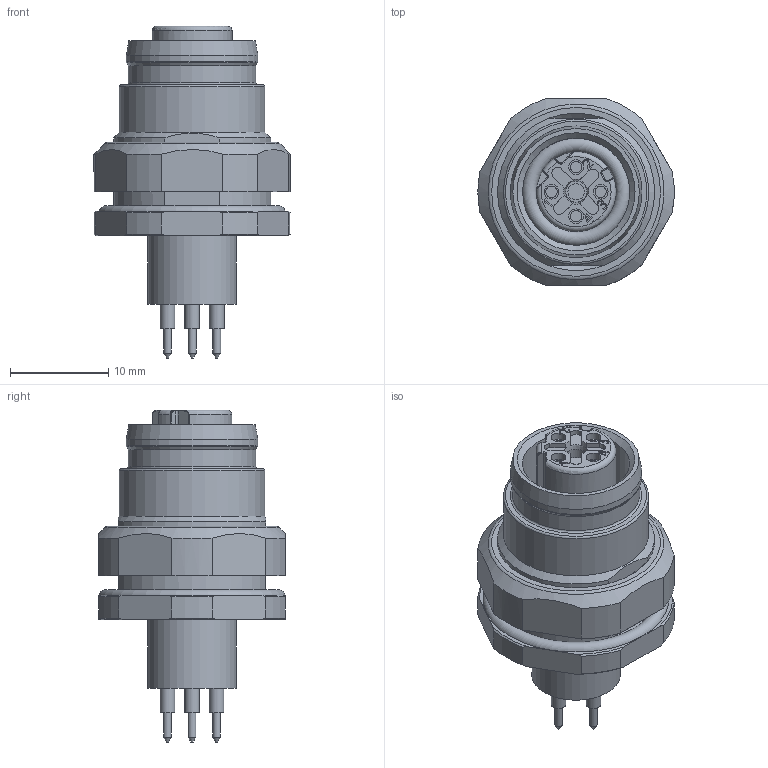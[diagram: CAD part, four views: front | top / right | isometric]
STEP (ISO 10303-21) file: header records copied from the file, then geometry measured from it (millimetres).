
FILE_DESCRIPTION(/* description */ (''),/* implementation_level */ '2;1');
FILE_NAME(/* name */ 'IE-FKFDY4-P_16_stp.stp',/* time_stamp */ '2016-03-10T15:02:49+01:00',/* author */ (''),/* organization */ (''),/* preprocessor_version */ 'ST-DEVELOPER v16',/* originating_system */ 'SIEMENS PLM Software NX 10.0',/* authorisation */ '');
FILE_SCHEMA (('AUTOMOTIVE_DESIGN { 1 0 10303 214 3 1 1 1 }'));
Length unit declared in the file: millimetre
Products named in the file (1): IE-FKFDY4-P_16
Bounding box: 19.98 x 19 x 33.8 mm (x, y, z)
Volume: 4502.3 mm3; surface area: 2655.2 mm2
Topology: 1 solids, 1 shells, 264 faces, 661 edges, 429 vertices
Faces by surface type: plane 103, cylinder 68, extrusion 41, cone 27, torus 13, bspline 12
Full cylindrical faces by diameter (mm): 0.8 x4, 1.15 x4, 1.5 x9, 1.675 x1, 2.15 x1, 9 x1, 10.9 x1, 13 x1, 13.4 x1, 14.8 x1, 16 x1
Entity records: 8195 total; most frequent: CARTESIAN_POINT 2352, ORIENTED_EDGE 1206, DIRECTION 1078, EDGE_CURVE 603, VERTEX_POINT 413, AXIS2_PLACEMENT_3D 389, EDGE_LOOP 334, VECTOR 300
